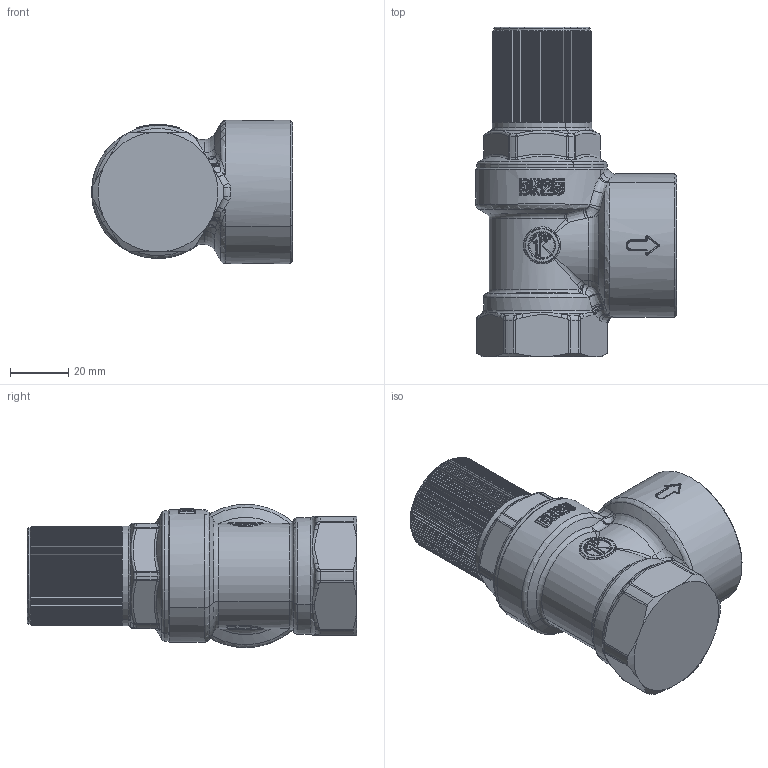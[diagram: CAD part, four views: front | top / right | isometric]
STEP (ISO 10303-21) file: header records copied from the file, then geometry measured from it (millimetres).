
FILE_DESCRIPTION(('CATIA V5 STEP Exchange'),'2;1');
FILE_NAME('STEP_531610_-_TST.stp','2019-06-19T08:32:27+00:00',('none'),('none'),'CATIA Version 5-6 Release 2016 SP4','CATIA V5 STEP AP203','none');
FILE_SCHEMA(('CONFIG_CONTROL_DESIGN'));
Products named in the file (1): 531610 - TST
Bounding box: 68.75 x 112.6 x 49 mm (x, y, z)
Volume: 173507.9 mm3; surface area: 28581.9 mm2
Topology: 1 solids, 2 shells, 1578 faces, 3994 edges, 2338 vertices
Faces by surface type: bspline 733, cylinder 404, plane 271, sphere 66, torus 65, cone 39
Entity records: 82380 total; most frequent: CARTESIAN_POINT 52985, ORIENTED_EDGE 7802, EDGE_CURVE 3901, DIRECTION 2957, VERTEX_POINT 2338, B_SPLINE_CURVE_WITH_KNOTS 2238, EDGE_LOOP 1589, ADVANCED_FACE 1578
